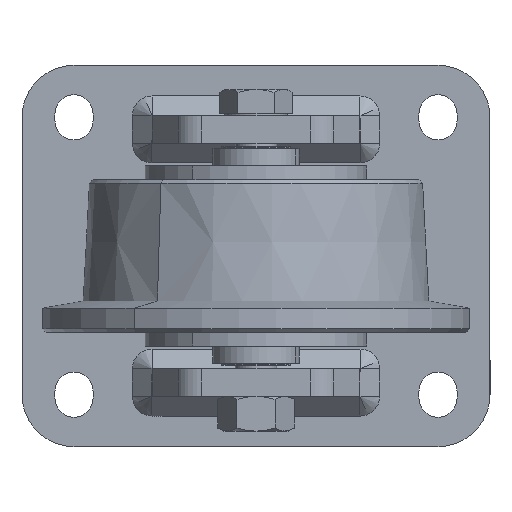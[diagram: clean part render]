
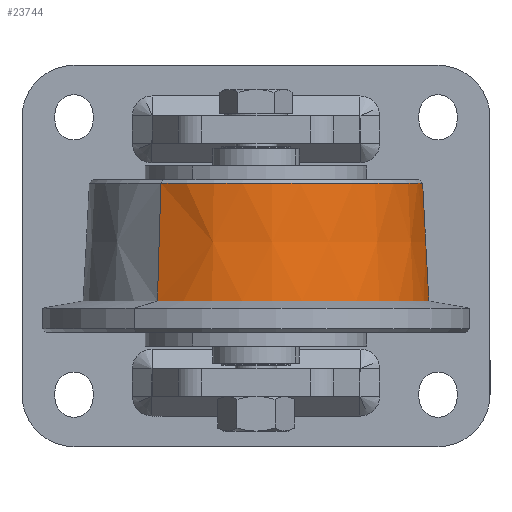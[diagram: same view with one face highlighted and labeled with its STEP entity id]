
A CAD part, front view. The second image highlights one B-rep face of the part: STEP entity #23744.
In plain terms, the highlighted conical face has half-angle 3 degrees and reference radius 50 mm.
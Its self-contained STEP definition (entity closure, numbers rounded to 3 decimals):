
#978 = DIRECTION ( 'NONE',  ( -0.569, -0.822, 0. ) ) ;
#1157 = ORIENTED_EDGE ( 'NONE', *, *, #10963, .F. ) ;
#1961 = CIRCLE ( 'NONE', #16354, 50. ) ;
#3017 = LINE ( 'NONE', #31048, #9512 ) ;
#6787 = VERTEX_POINT ( 'NONE', #35326 ) ;
#6952 = EDGE_CURVE ( 'NONE', #18999, #27132, #10132, .T. ) ;
#7610 = DIRECTION ( 'NONE',  ( 0.569, 0.822, 0. ) ) ;
#8470 = ORIENTED_EDGE ( 'NONE', *, *, #10730, .T. ) ;
#9512 = VECTOR ( 'NONE', #30793, 1000. ) ;
#9933 = CARTESIAN_POINT ( 'NONE',  ( 0., -100., -13. ) ) ;
#9976 = CARTESIAN_POINT ( 'NONE',  ( -28.442, -141.122, -13. ) ) ;
#10132 = LINE ( 'NONE', #13099, #19895 ) ;
#10730 = EDGE_CURVE ( 'NONE', #18999, #6787, #23810, .T. ) ;
#10963 = EDGE_CURVE ( 'NONE', #27132, #37592, #1961, .T. ) ;
#12811 = DIRECTION ( 'NONE',  ( 0., 0., -1. ) ) ;
#13099 = CARTESIAN_POINT ( 'NONE',  ( 28.442, -58.878, -13. ) ) ;
#15345 = EDGE_LOOP ( 'NONE', ( #32503, #8470, #21823, #1157 ) ) ;
#15712 = CARTESIAN_POINT ( 'NONE',  ( 27.429, -60.343, 21.001 ) ) ;
#15824 = DIRECTION ( 'NONE',  ( -0.569, -0.822, 0. ) ) ;
#16354 = AXIS2_PLACEMENT_3D ( 'NONE', #9933, #12811, #978 ) ;
#16609 = DIRECTION ( 'NONE',  ( 0.03, 0.043, -0.999 ) ) ;
#18662 = CONICAL_SURFACE ( 'NONE', #19449, 50., 0.052 ) ;
#18999 = VERTEX_POINT ( 'NONE', #15712 ) ;
#19449 = AXIS2_PLACEMENT_3D ( 'NONE', #30348, #33254, #15824 ) ;
#19895 = VECTOR ( 'NONE', #16609, 1000. ) ;
#21823 = ORIENTED_EDGE ( 'NONE', *, *, #28003, .T. ) ;
#21937 = CARTESIAN_POINT ( 'NONE',  ( 28.442, -58.878, -13. ) ) ;
#22405 = CARTESIAN_POINT ( 'NONE',  ( 0., -100., 21.001 ) ) ;
#23744 = ADVANCED_FACE ( 'NONE', ( #35863 ), #18662, .T. ) ;
#23810 = CIRCLE ( 'NONE', #30519, 48.218 ) ;
#25420 = DIRECTION ( 'NONE',  ( 0., 0., -1. ) ) ;
#27132 = VERTEX_POINT ( 'NONE', #21937 ) ;
#28003 = EDGE_CURVE ( 'NONE', #6787, #37592, #3017, .T. ) ;
#30348 = CARTESIAN_POINT ( 'NONE',  ( 0., -100., -13. ) ) ;
#30519 = AXIS2_PLACEMENT_3D ( 'NONE', #22405, #25420, #7610 ) ;
#30793 = DIRECTION ( 'NONE',  ( -0.03, -0.043, -0.999 ) ) ;
#31048 = CARTESIAN_POINT ( 'NONE',  ( -28.442, -141.122, -13. ) ) ;
#32503 = ORIENTED_EDGE ( 'NONE', *, *, #6952, .F. ) ;
#33254 = DIRECTION ( 'NONE',  ( 0., 0., -1. ) ) ;
#35326 = CARTESIAN_POINT ( 'NONE',  ( -27.429, -139.657, 21.001 ) ) ;
#35863 = FACE_OUTER_BOUND ( 'NONE', #15345, .T. ) ;
#37592 = VERTEX_POINT ( 'NONE', #9976 ) ;
